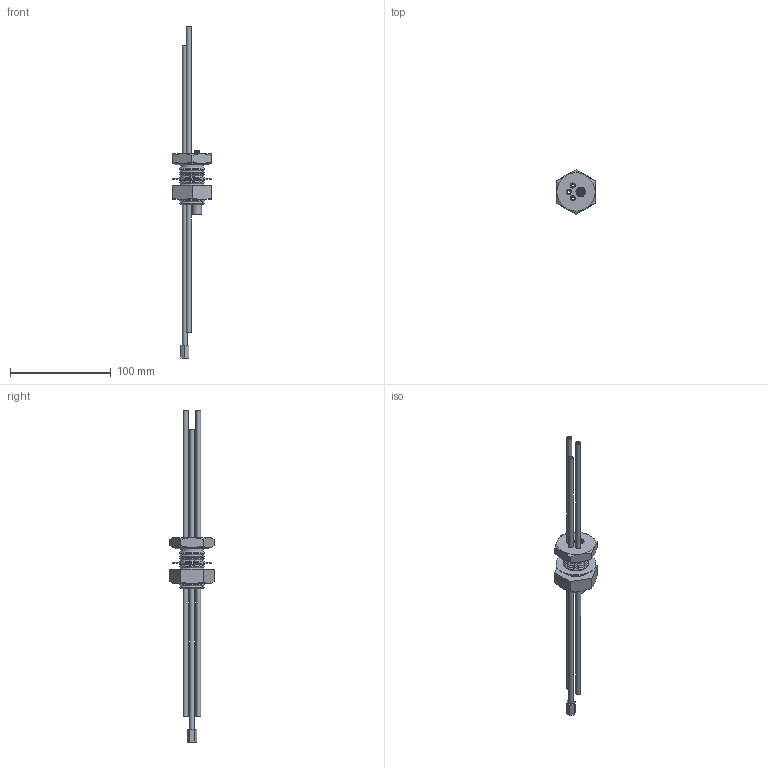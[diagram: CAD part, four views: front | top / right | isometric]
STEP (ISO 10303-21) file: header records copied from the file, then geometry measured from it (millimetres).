
FILE_DESCRIPTION(/* description */ ('Bolt Feedthrough, 1 Elec., 2 Tubes, 1 Air (750-030-G1)'),/* implementation_level */ '2;1');
FILE_NAME(/* name */ '750-030-G1 - Bolt Feedthrough, 1 Elec., 2 Tubes, 1 Air (Outline Model rev. A).stp',/* time_stamp */ '2017-08-23T15:55:04-04:00',/* author */ ('Joel Plasencia'),/* organization */ ('INFICON'),/* preprocessor_version */ 'ST-DEVELOPER v16',/* originating_system */ 'SIEMENS PLM Software NX 10.0',/* authorisation */ 'Copyright© 2017 INFICON - ALL RIGHTS RESERVED');
FILE_SCHEMA (('AUTOMOTIVE_DESIGN { 1 0 10303 214 3 1 1 1 }'));
Length unit declared in the file: inch
Products named in the file (1): 750-030-G1_A
Bounding box: 39.62 x 43.99 x 330.18 mm (x, y, z)
Volume: 47646.4 mm3; surface area: 42599.2 mm2
Topology: 4 solids, 4 shells, 186 faces, 394 edges, 240 vertices
Faces by surface type: cone 66, plane 59, cylinder 50, torus 8, bspline 3
Full cylindrical faces by diameter (mm): 0.965 x1, 2.032 x1, 3.175 x1, 3.251 x3, 3.759 x1, 4.75 x7, 4.851 x4, 4.953 x1, 5.08 x1, 5.563 x3, 8.128 x1, 8.496 x1, 9.512 x1, 9.525 x1, 12.7 x1, 22.225 x1, 25.781 x1, 39.624 x1
Entity records: 7331 total; most frequent: CARTESIAN_POINT 3492, DIRECTION 796, ORIENTED_EDGE 716, EDGE_CURVE 358, AXIS2_PLACEMENT_3D 342, EDGE_LOOP 254, VERTEX_POINT 236, ADVANCED_FACE 186
